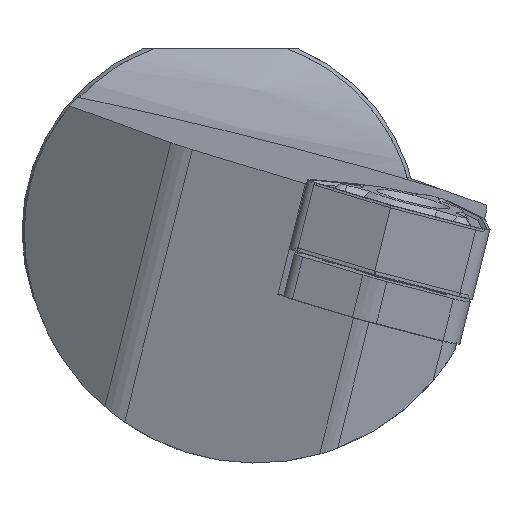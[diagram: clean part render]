
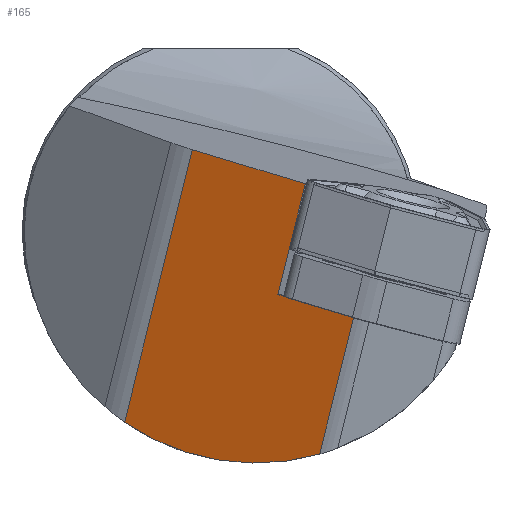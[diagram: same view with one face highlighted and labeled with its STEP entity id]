
A CAD part, left-side view. The second image highlights one B-rep face of the part: STEP entity #165.
In plain terms, the highlighted planar face has unit normal (-0.902, 0.431, 0.01).
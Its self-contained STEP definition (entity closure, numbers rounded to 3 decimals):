
#117=ELLIPSE('',#1953,16.181,14.6);
#165=ADVANCED_FACE('',(#330),#270,.F.);
#270=PLANE('',#1954);
#330=FACE_OUTER_BOUND('',#423,.T.);
#423=EDGE_LOOP('',(#899,#900,#901,#902,#903,#904,#905));
#534=LINE('',#2670,#692);
#552=LINE('',#2717,#710);
#555=LINE('',#2741,#713);
#562=LINE('',#2761,#720);
#563=LINE('',#2765,#721);
#564=LINE('',#2767,#722);
#692=VECTOR('',#2134,1.);
#710=VECTOR('',#2162,1.);
#713=VECTOR('',#2173,1.);
#720=VECTOR('',#2190,1.);
#721=VECTOR('',#2193,1.);
#722=VECTOR('',#2194,1.);
#899=ORIENTED_EDGE('',*,*,#1589,.F.);
#900=ORIENTED_EDGE('',*,*,#1610,.T.);
#901=ORIENTED_EDGE('',*,*,#1618,.F.);
#902=ORIENTED_EDGE('',*,*,#1627,.T.);
#903=ORIENTED_EDGE('',*,*,#1628,.T.);
#904=ORIENTED_EDGE('',*,*,#1629,.T.);
#905=ORIENTED_EDGE('',*,*,#1630,.F.);
#1403=VERTEX_POINT('',#2667);
#1404=VERTEX_POINT('',#2669);
#1420=VERTEX_POINT('',#2716);
#1427=VERTEX_POINT('',#2740);
#1436=VERTEX_POINT('',#2762);
#1437=VERTEX_POINT('',#2764);
#1438=VERTEX_POINT('',#2766);
#1589=EDGE_CURVE('',#1404,#1403,#534,.T.);
#1610=EDGE_CURVE('',#1404,#1420,#552,.T.);
#1618=EDGE_CURVE('',#1427,#1420,#555,.T.);
#1627=EDGE_CURVE('',#1427,#1436,#562,.T.);
#1628=EDGE_CURVE('',#1436,#1437,#117,.T.);
#1629=EDGE_CURVE('',#1437,#1438,#563,.T.);
#1630=EDGE_CURVE('',#1403,#1438,#564,.T.);
#1953=AXIS2_PLACEMENT_3D('',#2763,#2191,#2192);
#1954=AXIS2_PLACEMENT_3D('',#2768,#2195,#2196);
#2134=DIRECTION('',(-0.418,-0.87,-0.262));
#2162=DIRECTION('',(-0.105,-0.241,0.965));
#2173=DIRECTION('',(-0.418,-0.87,-0.262));
#2190=DIRECTION('',(0.105,0.241,-0.965));
#2191=DIRECTION('',(-0.902,0.431,0.01));
#2192=DIRECTION('',(0.431,0.902,0.02));
#2193=DIRECTION('',(-0.105,-0.241,0.965));
#2194=DIRECTION('',(-0.418,-0.87,-0.262));
#2195=DIRECTION('',(0.902,-0.431,-0.01));
#2196=DIRECTION('',(0.431,0.902,0.));
#2667=CARTESIAN_POINT('',(4.132,-4.105,-4.128));
#2669=CARTESIAN_POINT('',(4.364,-3.621,-3.983));
#2670=CARTESIAN_POINT('',(2.062,-8.41,-5.426));
#2716=CARTESIAN_POINT('',(3.608,-5.363,3.004));
#2717=CARTESIAN_POINT('',(0.183,-13.245,34.617));
#2740=CARTESIAN_POINT('',(7.032,1.758,5.15));
#2741=CARTESIAN_POINT('',(1.305,-10.152,1.56));
#2761=CARTESIAN_POINT('',(11.157,11.252,-32.928));
#2762=CARTESIAN_POINT('',(8.892,6.039,-12.019));
#2763=CARTESIAN_POINT('',(5.062,-2.25,0.));
#2764=CARTESIAN_POINT('',(2.994,-6.263,-14.038));
#2765=CARTESIAN_POINT('',(5.429,-0.658,-36.518));
#2766=CARTESIAN_POINT('',(2.062,-8.41,-5.426));
#2767=CARTESIAN_POINT('',(2.062,-8.41,-5.426));
#2768=CARTESIAN_POINT('',(5.429,-0.658,-36.518));
